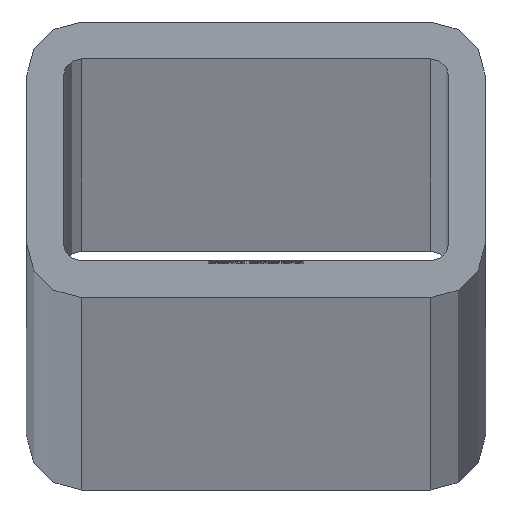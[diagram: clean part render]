
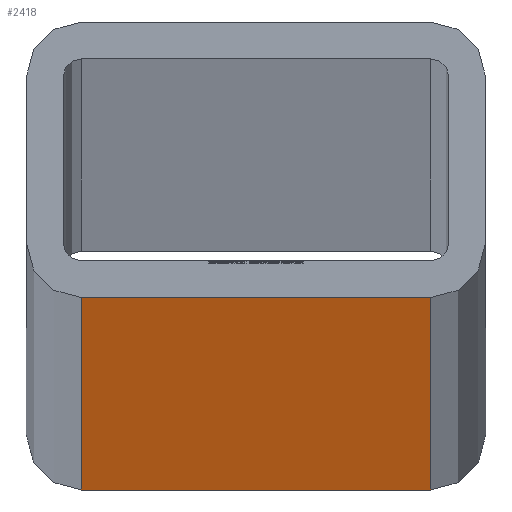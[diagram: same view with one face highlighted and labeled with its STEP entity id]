
A CAD part, top view. The second image highlights one B-rep face of the part: STEP entity #2418.
In plain terms, the highlighted planar face has unit normal (0, -1, 0).
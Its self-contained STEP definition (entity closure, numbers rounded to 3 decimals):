
#482 = DIRECTION ( 'NONE',  ( 1., 0., 0. ) ) ;
#716 = VERTEX_POINT ( 'NONE', #1067 ) ;
#1067 = CARTESIAN_POINT ( 'NONE',  ( 9.5, -7.5, -6000. ) ) ;
#1854 = VERTEX_POINT ( 'NONE', #8949 ) ;
#1881 = LINE ( 'NONE', #5656, #9542 ) ;
#1960 = LINE ( 'NONE', #3998, #2850 ) ;
#2008 = VERTEX_POINT ( 'NONE', #4656 ) ;
#2053 = EDGE_CURVE ( 'NONE', #716, #1854, #1881, .T. ) ;
#2411 = LINE ( 'NONE', #12157, #6695 ) ;
#2418 = ADVANCED_FACE ( 'NONE', ( #8495 ), #5442, .T. ) ;
#2850 = VECTOR ( 'NONE', #482, 1000. ) ;
#3303 = AXIS2_PLACEMENT_3D ( 'NONE', #4602, #6407, #7343 ) ;
#3564 = LINE ( 'NONE', #9264, #9129 ) ;
#3601 = ORIENTED_EDGE ( 'NONE', *, *, #6330, .F. ) ;
#3998 = CARTESIAN_POINT ( 'NONE',  ( -12.5, -7.5, -6000. ) ) ;
#4602 = CARTESIAN_POINT ( 'NONE',  ( -12.5, -7.5, -6000. ) ) ;
#4656 = CARTESIAN_POINT ( 'NONE',  ( -9.5, -7.5, 0. ) ) ;
#5055 = ORIENTED_EDGE ( 'NONE', *, *, #6574, .T. ) ;
#5442 = PLANE ( 'NONE',  #3303 ) ;
#5611 = DIRECTION ( 'NONE',  ( 0., 0., -1. ) ) ;
#5656 = CARTESIAN_POINT ( 'NONE',  ( 9.5, -7.5, -6000. ) ) ;
#5824 = DIRECTION ( 'NONE',  ( 1., 0., 0. ) ) ;
#6330 = EDGE_CURVE ( 'NONE', #2008, #1854, #2411, .T. ) ;
#6407 = DIRECTION ( 'NONE',  ( 0., -1., 0. ) ) ;
#6574 = EDGE_CURVE ( 'NONE', #11992, #716, #1960, .T. ) ;
#6622 = DIRECTION ( 'NONE',  ( 0., 0., 1. ) ) ;
#6695 = VECTOR ( 'NONE', #5824, 1000. ) ;
#7093 = EDGE_LOOP ( 'NONE', ( #3601, #9452, #5055, #10807 ) ) ;
#7343 = DIRECTION ( 'NONE',  ( 0., 0., -1. ) ) ;
#8495 = FACE_OUTER_BOUND ( 'NONE', #7093, .T. ) ;
#8949 = CARTESIAN_POINT ( 'NONE',  ( 9.5, -7.5, 0. ) ) ;
#9129 = VECTOR ( 'NONE', #5611, 1000. ) ;
#9264 = CARTESIAN_POINT ( 'NONE',  ( -9.5, -7.5, -6000. ) ) ;
#9452 = ORIENTED_EDGE ( 'NONE', *, *, #11105, .T. ) ;
#9542 = VECTOR ( 'NONE', #6622, 1000. ) ;
#10254 = CARTESIAN_POINT ( 'NONE',  ( -9.5, -7.5, -6000. ) ) ;
#10807 = ORIENTED_EDGE ( 'NONE', *, *, #2053, .T. ) ;
#11105 = EDGE_CURVE ( 'NONE', #2008, #11992, #3564, .T. ) ;
#11992 = VERTEX_POINT ( 'NONE', #10254 ) ;
#12157 = CARTESIAN_POINT ( 'NONE',  ( -12.5, -7.5, 0. ) ) ;
